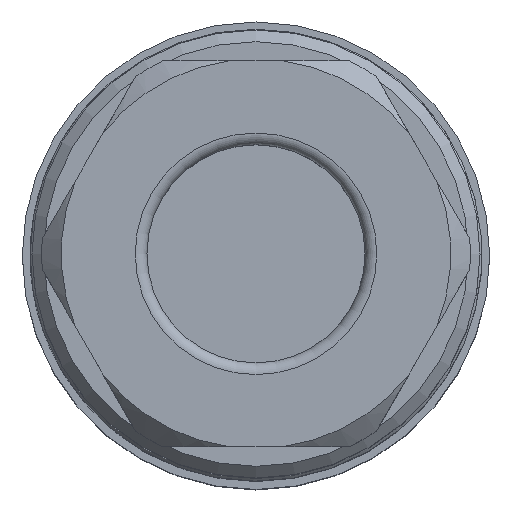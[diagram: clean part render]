
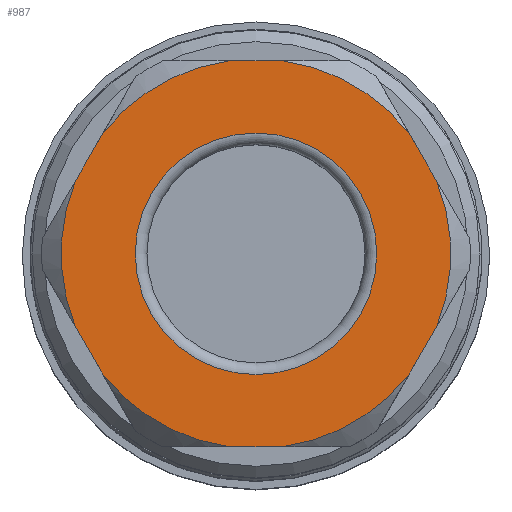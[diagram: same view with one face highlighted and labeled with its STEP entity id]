
A CAD part, top view. The second image highlights one B-rep face of the part: STEP entity #987.
In plain terms, the highlighted planar face has unit normal (0, 0, 1).
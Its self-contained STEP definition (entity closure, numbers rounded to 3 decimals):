
#738=LINE('',#2919,#818);
#743=LINE('',#2946,#823);
#746=LINE('',#2957,#826);
#750=LINE('',#2976,#830);
#754=LINE('',#2995,#834);
#758=LINE('',#3014,#838);
#818=VECTOR('',#2494,1.);
#823=VECTOR('',#2501,1.);
#826=VECTOR('',#2506,1.);
#830=VECTOR('',#2512,1.);
#834=VECTOR('',#2518,1.);
#838=VECTOR('',#2524,1.);
#912=PLANE('',#2192);
#987=ADVANCED_FACE('',(#1099,#1100),#912,.T.);
#1099=FACE_BOUND('',#1226,.T.);
#1100=FACE_BOUND('',#1227,.T.);
#1226=EDGE_LOOP('',(#1528));
#1227=EDGE_LOOP('',(#1529,#1530,#1531,#1532,#1533,#1534,#1535,#1536,#1537,
#1538,#1539,#1540));
#1528=ORIENTED_EDGE('',*,*,#1931,.T.);
#1529=ORIENTED_EDGE('',*,*,#1891,.F.);
#1530=ORIENTED_EDGE('',*,*,#1932,.T.);
#1531=ORIENTED_EDGE('',*,*,#1895,.F.);
#1532=ORIENTED_EDGE('',*,*,#1933,.T.);
#1533=ORIENTED_EDGE('',*,*,#1901,.F.);
#1534=ORIENTED_EDGE('',*,*,#1934,.T.);
#1535=ORIENTED_EDGE('',*,*,#1907,.F.);
#1536=ORIENTED_EDGE('',*,*,#1935,.T.);
#1537=ORIENTED_EDGE('',*,*,#1913,.F.);
#1538=ORIENTED_EDGE('',*,*,#1936,.T.);
#1539=ORIENTED_EDGE('',*,*,#1883,.F.);
#1540=ORIENTED_EDGE('',*,*,#1937,.T.);
#1722=VERTEX_POINT('',#2920);
#1723=VERTEX_POINT('',#2921);
#1730=VERTEX_POINT('',#2945);
#1731=VERTEX_POINT('',#2947);
#1734=VERTEX_POINT('',#2958);
#1735=VERTEX_POINT('',#2959);
#1740=VERTEX_POINT('',#2977);
#1741=VERTEX_POINT('',#2978);
#1746=VERTEX_POINT('',#2996);
#1747=VERTEX_POINT('',#2997);
#1752=VERTEX_POINT('',#3015);
#1753=VERTEX_POINT('',#3016);
#1758=VERTEX_POINT('',#3052);
#1883=EDGE_CURVE('',#1722,#1723,#738,.T.);
#1891=EDGE_CURVE('',#1730,#1731,#743,.T.);
#1895=EDGE_CURVE('',#1734,#1735,#746,.T.);
#1901=EDGE_CURVE('',#1740,#1741,#750,.T.);
#1907=EDGE_CURVE('',#1746,#1747,#754,.T.);
#1913=EDGE_CURVE('',#1752,#1753,#758,.T.);
#1931=EDGE_CURVE('',#1758,#1758,#2032,.T.);
#1932=EDGE_CURVE('',#1730,#1735,#2033,.T.);
#1933=EDGE_CURVE('',#1734,#1741,#2034,.T.);
#1934=EDGE_CURVE('',#1740,#1747,#2035,.T.);
#1935=EDGE_CURVE('',#1746,#1753,#2036,.T.);
#1936=EDGE_CURVE('',#1752,#1723,#2037,.T.);
#1937=EDGE_CURVE('',#1722,#1731,#2038,.T.);
#2032=CIRCLE('',#2185,3.1);
#2033=CIRCLE('',#2186,5.);
#2034=CIRCLE('',#2187,5.);
#2035=CIRCLE('',#2188,5.);
#2036=CIRCLE('',#2189,5.);
#2037=CIRCLE('',#2190,5.);
#2038=CIRCLE('',#2191,5.);
#2185=AXIS2_PLACEMENT_3D('',#3051,#2566,#2567);
#2186=AXIS2_PLACEMENT_3D('',#3053,#2568,#2569);
#2187=AXIS2_PLACEMENT_3D('',#3054,#2570,#2571);
#2188=AXIS2_PLACEMENT_3D('',#3055,#2572,#2573);
#2189=AXIS2_PLACEMENT_3D('',#3056,#2574,#2575);
#2190=AXIS2_PLACEMENT_3D('',#3057,#2576,#2577);
#2191=AXIS2_PLACEMENT_3D('',#3058,#2578,#2579);
#2192=AXIS2_PLACEMENT_3D('',#3059,#2580,#2581);
#2494=DIRECTION('',(-1.,0.,0.));
#2501=DIRECTION('',(-0.5,-0.866,0.));
#2506=DIRECTION('',(0.5,-0.866,0.));
#2512=DIRECTION('',(1.,0.,0.));
#2518=DIRECTION('',(0.5,0.866,0.));
#2524=DIRECTION('',(-0.5,0.866,0.));
#2566=DIRECTION('',(0.,0.,-1.));
#2567=DIRECTION('',(0.,1.,0.));
#2568=DIRECTION('',(0.,0.,1.));
#2569=DIRECTION('',(0.,1.,0.));
#2570=DIRECTION('',(0.,0.,1.));
#2571=DIRECTION('',(0.,1.,0.));
#2572=DIRECTION('',(0.,0.,1.));
#2573=DIRECTION('',(0.,1.,0.));
#2574=DIRECTION('',(0.,0.,1.));
#2575=DIRECTION('',(0.,1.,0.));
#2576=DIRECTION('',(0.,0.,1.));
#2577=DIRECTION('',(0.,1.,0.));
#2578=DIRECTION('',(0.,0.,1.));
#2579=DIRECTION('',(0.,1.,0.));
#2580=DIRECTION('',(0.,0.,1.));
#2581=DIRECTION('',(0.,1.,0.));
#2919=CARTESIAN_POINT('',(-127.142,55.05,-16.858));
#2920=CARTESIAN_POINT('',(-129.295,55.05,-16.858));
#2921=CARTESIAN_POINT('',(-130.705,55.05,-16.858));
#2945=CARTESIAN_POINT('',(-125.361,58.136,-16.858));
#2946=CARTESIAN_POINT('',(-124.284,60.,-16.858));
#2947=CARTESIAN_POINT('',(-126.066,56.914,-16.858));
#2957=CARTESIAN_POINT('',(-127.142,64.95,-16.858));
#2958=CARTESIAN_POINT('',(-126.066,63.086,-16.858));
#2959=CARTESIAN_POINT('',(-125.361,61.864,-16.858));
#2976=CARTESIAN_POINT('',(-132.858,64.95,-16.858));
#2977=CARTESIAN_POINT('',(-130.705,64.95,-16.858));
#2978=CARTESIAN_POINT('',(-129.295,64.95,-16.858));
#2995=CARTESIAN_POINT('',(-135.716,60.,-16.858));
#2996=CARTESIAN_POINT('',(-134.639,61.864,-16.858));
#2997=CARTESIAN_POINT('',(-133.934,63.086,-16.858));
#3014=CARTESIAN_POINT('',(-132.858,55.05,-16.858));
#3015=CARTESIAN_POINT('',(-133.934,56.914,-16.858));
#3016=CARTESIAN_POINT('',(-134.639,58.136,-16.858));
#3051=CARTESIAN_POINT('',(-130.,60.,-16.858));
#3052=CARTESIAN_POINT('',(-130.,63.1,-16.858));
#3053=CARTESIAN_POINT('',(-130.,60.,-16.858));
#3054=CARTESIAN_POINT('',(-130.,60.,-16.858));
#3055=CARTESIAN_POINT('',(-130.,60.,-16.858));
#3056=CARTESIAN_POINT('',(-130.,60.,-16.858));
#3057=CARTESIAN_POINT('',(-130.,60.,-16.858));
#3058=CARTESIAN_POINT('',(-130.,60.,-16.858));
#3059=CARTESIAN_POINT('',(-130.,60.,-16.858));
